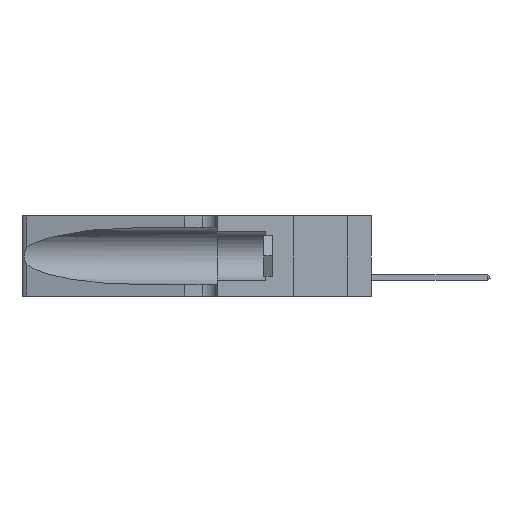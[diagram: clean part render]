
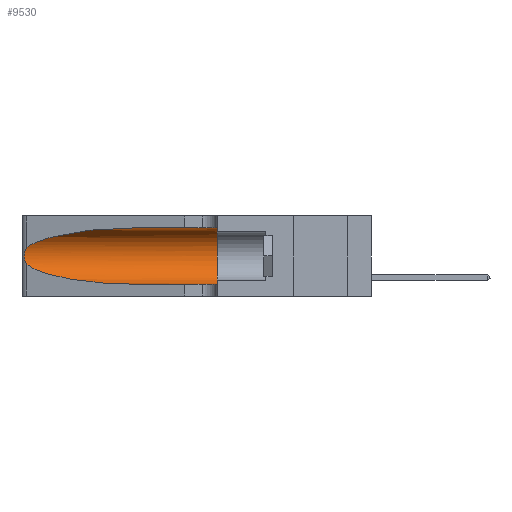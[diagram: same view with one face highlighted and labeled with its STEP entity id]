
A CAD part, left-side view. The second image highlights one B-rep face of the part: STEP entity #9530.
In plain terms, the highlighted cylindrical face has radius 3.308 mm (diameter 6.617 mm), a partial arc.
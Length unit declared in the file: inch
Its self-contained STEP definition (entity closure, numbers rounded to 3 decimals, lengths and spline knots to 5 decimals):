
#3 = EDGE_CURVE ( 'NONE', #35828, #5945, #38347, .T. ) ;
#230 = ORIENTED_EDGE ( 'NONE', *, *, #24431, .F. ) ;
#1892 = VECTOR ( 'NONE', #4187, 39.37008 ) ;
#1909 = ORIENTED_EDGE ( 'NONE', *, *, #33643, .F. ) ;
#1996 = CARTESIAN_POINT ( 'NONE',  ( 0.25487, 1.22718, 0.22369 ) ) ;
#3428 = VERTEX_POINT ( 'NONE', #4654 ) ;
#4100 = CYLINDRICAL_SURFACE ( 'NONE', #27359, 0.13025 ) ;
#4187 = DIRECTION ( 'NONE',  ( 0., -1., 0. ) ) ;
#4654 = CARTESIAN_POINT ( 'NONE',  ( 0.1305, 0.72297, 0.31525 ) ) ;
#5144 = CARTESIAN_POINT ( 'NONE',  ( 0.26017, 1.23833, 0.17102 ) ) ;
#5945 = VERTEX_POINT ( 'NONE', #29250 ) ;
#7476 = CARTESIAN_POINT ( 'NONE',  ( 0.25487, 1.22718, 0.22369 ) ) ;
#7936 = CARTESIAN_POINT ( 'NONE',  ( 0.25789, 1.23486, 0.15765 ) ) ;
#8221 = DIRECTION ( 'NONE',  ( 0., -1., 0. ) ) ;
#8558 = CARTESIAN_POINT ( 'NONE',  ( 0.25639, 1.23186, 0.15144 ) ) ;
#8903 = CARTESIAN_POINT ( 'NONE',  ( 0.1305, 0.35, 0.05475 ) ) ;
#9526 = CARTESIAN_POINT ( 'NONE',  ( 0.18966, 0.96281, 0.05475 ) ) ;
#9530 = ADVANCED_FACE ( 'NONE', ( #30653 ), #4100, .F. ) ;
#10269 = VERTEX_POINT ( 'NONE', #43382 ) ;
#10758 =( BOUNDED_CURVE ( )  B_SPLINE_CURVE ( 3, ( #29793, #12735, #9526, #15985 ),
 .UNSPECIFIED., .F., .F. ) 
 B_SPLINE_CURVE_WITH_KNOTS ( ( 4, 4 ),
 ( 3.44316, 4.71239 ),
 .UNSPECIFIED. ) 
 CURVE ( )  GEOMETRIC_REPRESENTATION_ITEM ( )  RATIONAL_B_SPLINE_CURVE ( ( 1., 0.87, 0.87, 1. ) ) 
 REPRESENTATION_ITEM ( '' )  );
#11354 = EDGE_CURVE ( 'NONE', #10269, #40353, #24123, .T. ) ;
#11828 = CARTESIAN_POINT ( 'NONE',  ( 0.25555, 1.22994, 0.2215 ) ) ;
#12156 =( BOUNDED_CURVE ( )  B_SPLINE_CURVE ( 3, ( #42729, #42858, #29602, #7476 ),
 .UNSPECIFIED., .F., .F. ) 
 B_SPLINE_CURVE_WITH_KNOTS ( ( 4, 4 ),
 ( 1.5708, 2.84003 ),
 .UNSPECIFIED. ) 
 CURVE ( )  GEOMETRIC_REPRESENTATION_ITEM ( )  RATIONAL_B_SPLINE_CURVE ( ( 1., 0.87, 0.87, 1. ) ) 
 REPRESENTATION_ITEM ( '' )  );
#12735 = CARTESIAN_POINT ( 'NONE',  ( 0.2373, 1.15595, 0.08982 ) ) ;
#14014 = DIRECTION ( 'NONE',  ( 0., 1., 0. ) ) ;
#14147 = CIRCLE ( 'NONE', #24721, 0.13025 ) ;
#14543 = CARTESIAN_POINT ( 'NONE',  ( 0.25555, 1.22993, 0.14849 ) ) ;
#14858 = CARTESIAN_POINT ( 'NONE',  ( 0.25787, 1.23484, 0.2124 ) ) ;
#15014 = CARTESIAN_POINT ( 'NONE',  ( 0.25854, 1.2359, 0.20912 ) ) ;
#15985 = CARTESIAN_POINT ( 'NONE',  ( 0.1305, 0.72297, 0.05475 ) ) ;
#18428 = CARTESIAN_POINT ( 'NONE',  ( 0.25487, 1.22718, 0.14631 ) ) ;
#18532 = LINE ( 'NONE', #23471, #26539 ) ;
#18585 = CARTESIAN_POINT ( 'NONE',  ( 0.26018, 1.23835, 0.19895 ) ) ;
#23471 = CARTESIAN_POINT ( 'NONE',  ( 0.1305, 1.61858, 0.31525 ) ) ;
#24123 = LINE ( 'NONE', #31010, #1892 ) ;
#24396 = DIRECTION ( 'NONE',  ( 0., 0., 1. ) ) ;
#24431 = EDGE_CURVE ( 'NONE', #37384, #40353, #14147, .T. ) ;
#24721 = AXIS2_PLACEMENT_3D ( 'NONE', #30800, #14014, #24396 ) ;
#24797 = CARTESIAN_POINT ( 'NONE',  ( 0.25487, 1.22718, 0.22369 ) ) ;
#26539 = VECTOR ( 'NONE', #40455, 39.37008 ) ;
#26623 = CARTESIAN_POINT ( 'NONE',  ( 0.1305, 0.35, 0.31525 ) ) ;
#27359 = AXIS2_PLACEMENT_3D ( 'NONE', #28799, #8221, #32362 ) ;
#28074 = ORIENTED_EDGE ( 'NONE', *, *, #38891, .T. ) ;
#28361 = CARTESIAN_POINT ( 'NONE',  ( 0.25856, 1.23593, 0.16098 ) ) ;
#28799 = CARTESIAN_POINT ( 'NONE',  ( 0.1305, 1.61858, 0.185 ) ) ;
#29250 = CARTESIAN_POINT ( 'NONE',  ( 0.25487, 1.22718, 0.14631 ) ) ;
#29602 = CARTESIAN_POINT ( 'NONE',  ( 0.2373, 1.15595, 0.28018 ) ) ;
#29793 = CARTESIAN_POINT ( 'NONE',  ( 0.25487, 1.22718, 0.14631 ) ) ;
#30653 = FACE_OUTER_BOUND ( 'NONE', #36084, .T. ) ;
#30800 = CARTESIAN_POINT ( 'NONE',  ( 0.1305, 0.35, 0.185 ) ) ;
#31010 = CARTESIAN_POINT ( 'NONE',  ( 0.1305, 1.61858, 0.05475 ) ) ;
#32362 = DIRECTION ( 'NONE',  ( 0., 0., -1. ) ) ;
#32396 = ORIENTED_EDGE ( 'NONE', *, *, #33299, .T. ) ;
#33299 = EDGE_CURVE ( 'NONE', #5945, #10269, #10758, .T. ) ;
#33643 = EDGE_CURVE ( 'NONE', #3428, #37384, #18532, .T. ) ;
#35293 = CARTESIAN_POINT ( 'NONE',  ( 0.25639, 1.23184, 0.21858 ) ) ;
#35828 = VERTEX_POINT ( 'NONE', #1996 ) ;
#36084 = EDGE_LOOP ( 'NONE', ( #28074, #37005, #32396, #37650, #230, #1909 ) ) ;
#37005 = ORIENTED_EDGE ( 'NONE', *, *, #3, .T. ) ;
#37384 = VERTEX_POINT ( 'NONE', #26623 ) ;
#37650 = ORIENTED_EDGE ( 'NONE', *, *, #11354, .T. ) ;
#38347 = B_SPLINE_CURVE_WITH_KNOTS ( 'NONE', 3,
 ( #24797, #11828, #35293, #14858, #15014, #18585, #41594, #38686, #5144, #28361, #7936, #8558, #14543, #18428 ),
 .UNSPECIFIED., .F., .F.,
 ( 4, 2, 2, 2, 2, 2, 4 ),
 ( 0., 0.00027, 0.00053, 0.00107, 0.0016, 0.00187, 0.00214 ),
 .UNSPECIFIED. ) ;
#38686 = CARTESIAN_POINT ( 'NONE',  ( 0.26075, 1.23896, 0.178 ) ) ;
#38891 = EDGE_CURVE ( 'NONE', #3428, #35828, #12156, .T. ) ;
#40353 = VERTEX_POINT ( 'NONE', #8903 ) ;
#40455 = DIRECTION ( 'NONE',  ( 0., -1., 0. ) ) ;
#41594 = CARTESIAN_POINT ( 'NONE',  ( 0.26075, 1.23896, 0.19203 ) ) ;
#42729 = CARTESIAN_POINT ( 'NONE',  ( 0.1305, 0.72297, 0.31525 ) ) ;
#42858 = CARTESIAN_POINT ( 'NONE',  ( 0.18966, 0.96281, 0.31525 ) ) ;
#43382 = CARTESIAN_POINT ( 'NONE',  ( 0.1305, 0.72297, 0.05475 ) ) ;
